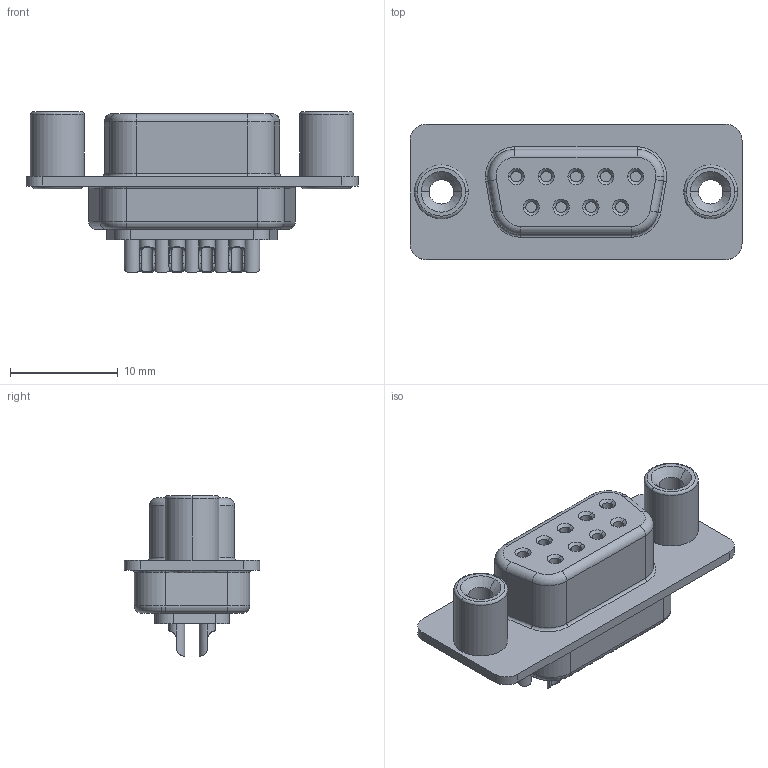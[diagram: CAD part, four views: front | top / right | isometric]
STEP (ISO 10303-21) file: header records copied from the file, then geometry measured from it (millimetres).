
FILE_DESCRIPTION (( 'STEP AP214' ), '1' );
FILE_NAME ('K85X-EA-9S-R_rA2.STEP', '2013-03-22T19:04:29', ( 'Daniel' ), ( 'Microsoft' ), 'SwSTEP 2.0', 'SolidWorks 2012', '' );
FILE_SCHEMA (( 'AUTOMOTIVE_DESIGN' ));
Length unit declared in the file: millimetre
Products named in the file (1): K85X-EA-9S-R_rA2
Bounding box: 30.81 x 12.55 x 14.9 mm (x, y, z)
Volume: 2042.3 mm3; surface area: 1879.3 mm2
Topology: 1 solids, 1 shells, 236 faces, 558 edges, 351 vertices
Faces by surface type: cylinder 119, plane 63, torus 32, cone 22
Entity records: 8218 total; most frequent: CARTESIAN_POINT 1906, DIRECTION 1203, ORIENTED_EDGE 1116, EDGE_CURVE 558, AXIS2_PLACEMENT_3D 480, VERTEX_POINT 351, EDGE_LOOP 267, VECTOR 243
